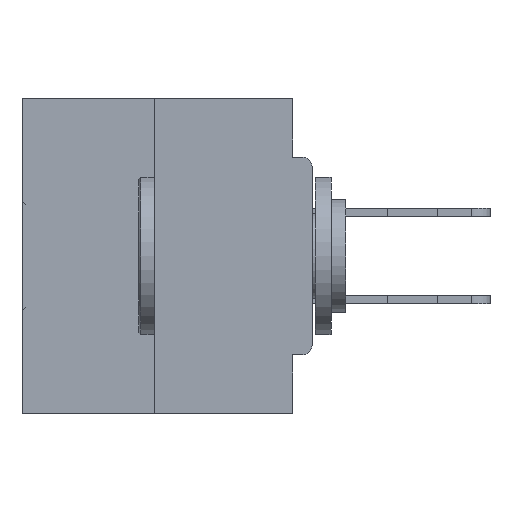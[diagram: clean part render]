
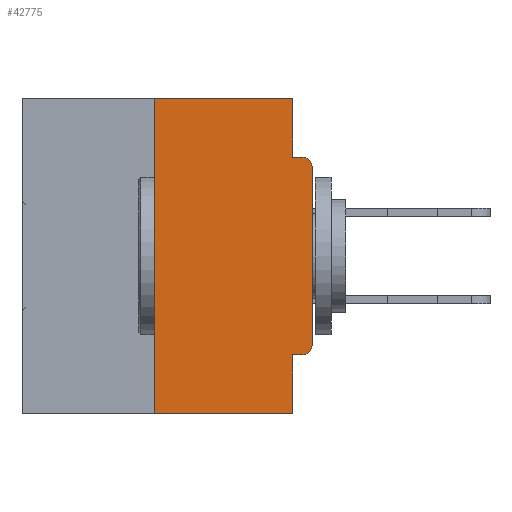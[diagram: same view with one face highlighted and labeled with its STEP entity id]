
A CAD part, left-side view. The second image highlights one B-rep face of the part: STEP entity #42775.
In plain terms, the highlighted planar face has unit normal (-1, 0, 0).
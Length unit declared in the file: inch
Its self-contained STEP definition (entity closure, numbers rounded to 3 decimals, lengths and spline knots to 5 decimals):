
#595 = CIRCLE ( 'NONE', #38933, 0.015 ) ;
#627 = VERTEX_POINT ( 'NONE', #34955 ) ;
#1470 = FACE_OUTER_BOUND ( 'NONE', #22340, .T. ) ;
#1703 = VERTEX_POINT ( 'NONE', #3568 ) ;
#1755 = EDGE_CURVE ( 'NONE', #1703, #39324, #2648, .T. ) ;
#1877 = LINE ( 'NONE', #30007, #19702 ) ;
#2648 = LINE ( 'NONE', #7050, #31760 ) ;
#2992 = DIRECTION ( 'NONE',  ( 0., -1., 0. ) ) ;
#3365 = VERTEX_POINT ( 'NONE', #3866 ) ;
#3410 = VERTEX_POINT ( 'NONE', #10523 ) ;
#3568 = CARTESIAN_POINT ( 'NONE',  ( 0., 0.25, -0.5 ) ) ;
#3792 = DIRECTION ( 'NONE',  ( -1., 0., 0. ) ) ;
#3866 = CARTESIAN_POINT ( 'NONE',  ( 0., 0.031, -0.4065 ) ) ;
#4665 = DIRECTION ( 'NONE',  ( 0., 0., 1. ) ) ;
#4895 = CIRCLE ( 'NONE', #42844, 0.015 ) ;
#6891 = ORIENTED_EDGE ( 'NONE', *, *, #10600, .T. ) ;
#7050 = CARTESIAN_POINT ( 'NONE',  ( 0., 0.46, -0.5 ) ) ;
#10088 = CARTESIAN_POINT ( 'NONE',  ( 0., 0.46, 0. ) ) ;
#10291 = DIRECTION ( 'NONE',  ( 0., 0., -1. ) ) ;
#10523 = CARTESIAN_POINT ( 'NONE',  ( 0., 0.25, 0. ) ) ;
#10600 = EDGE_CURVE ( 'NONE', #32441, #18148, #34942, .T. ) ;
#11180 = VECTOR ( 'NONE', #4665, 39.37008 ) ;
#11375 = DIRECTION ( 'NONE',  ( 0., 0., -1. ) ) ;
#11977 = EDGE_CURVE ( 'NONE', #1703, #3410, #36431, .T. ) ;
#12402 = DIRECTION ( 'NONE',  ( 0., -1., 0. ) ) ;
#13220 = CARTESIAN_POINT ( 'NONE',  ( 0., 0.46, 0. ) ) ;
#13493 = EDGE_CURVE ( 'NONE', #627, #3365, #15031, .T. ) ;
#14836 = CARTESIAN_POINT ( 'NONE',  ( 0., 0.031, -0.5 ) ) ;
#15031 = LINE ( 'NONE', #18284, #29098 ) ;
#15620 = ORIENTED_EDGE ( 'NONE', *, *, #38476, .F. ) ;
#16671 = ORIENTED_EDGE ( 'NONE', *, *, #26269, .T. ) ;
#17748 = DIRECTION ( 'NONE',  ( -1., 0., 0. ) ) ;
#18148 = VERTEX_POINT ( 'NONE', #22746 ) ;
#18284 = CARTESIAN_POINT ( 'NONE',  ( 0., 0., -0.4065 ) ) ;
#18463 = VECTOR ( 'NONE', #44125, 39.37008 ) ;
#18892 = ORIENTED_EDGE ( 'NONE', *, *, #20044, .F. ) ;
#19263 = CARTESIAN_POINT ( 'NONE',  ( 0., 0.031, 0. ) ) ;
#19451 = ORIENTED_EDGE ( 'NONE', *, *, #21147, .T. ) ;
#19702 = VECTOR ( 'NONE', #22881, 39.37008 ) ;
#19997 = ORIENTED_EDGE ( 'NONE', *, *, #11977, .F. ) ;
#20044 = EDGE_CURVE ( 'NONE', #3410, #44181, #25515, .T. ) ;
#21147 = EDGE_CURVE ( 'NONE', #18148, #38783, #595, .T. ) ;
#21768 = CARTESIAN_POINT ( 'NONE',  ( 0., 0., -0.3915 ) ) ;
#22340 = EDGE_LOOP ( 'NONE', ( #18892, #19997, #35690, #15620, #35862, #16671, #6891, #19451, #32508, #41199 ) ) ;
#22371 = VECTOR ( 'NONE', #32708, 39.37008 ) ;
#22746 = CARTESIAN_POINT ( 'NONE',  ( 0., 0., -0.1085 ) ) ;
#22881 = DIRECTION ( 'NONE',  ( 0., 0., -1. ) ) ;
#24015 = CARTESIAN_POINT ( 'NONE',  ( 0., 0.015, -0.3915 ) ) ;
#24638 = DIRECTION ( 'NONE',  ( 0., 1., 0. ) ) ;
#24694 = DIRECTION ( 'NONE',  ( 0., 0., -1. ) ) ;
#24699 = AXIS2_PLACEMENT_3D ( 'NONE', #10088, #40732, #41025 ) ;
#25515 = LINE ( 'NONE', #13220, #18463 ) ;
#26269 = EDGE_CURVE ( 'NONE', #627, #32441, #4895, .T. ) ;
#26460 = CARTESIAN_POINT ( 'NONE',  ( 0., 0.015, -0.0935 ) ) ;
#26465 = CARTESIAN_POINT ( 'NONE',  ( 0., 0.031, -0.0935 ) ) ;
#28054 = LINE ( 'NONE', #14836, #36729 ) ;
#29098 = VECTOR ( 'NONE', #24638, 39.37008 ) ;
#29101 = EDGE_CURVE ( 'NONE', #37879, #38783, #42463, .T. ) ;
#30007 = CARTESIAN_POINT ( 'NONE',  ( 0., 0.031, 0. ) ) ;
#30225 = EDGE_CURVE ( 'NONE', #44181, #37879, #1877, .T. ) ;
#31356 = CARTESIAN_POINT ( 'NONE',  ( 0., 0.031, -0.5 ) ) ;
#31760 = VECTOR ( 'NONE', #12402, 39.37008 ) ;
#32441 = VERTEX_POINT ( 'NONE', #21768 ) ;
#32508 = ORIENTED_EDGE ( 'NONE', *, *, #29101, .F. ) ;
#32708 = DIRECTION ( 'NONE',  ( 0., 0., 1. ) ) ;
#32989 = CARTESIAN_POINT ( 'NONE',  ( 0., 0.25, 0. ) ) ;
#33778 = PLANE ( 'NONE',  #24699 ) ;
#34942 = LINE ( 'NONE', #38896, #11180 ) ;
#34955 = CARTESIAN_POINT ( 'NONE',  ( 0., 0.015, -0.4065 ) ) ;
#35690 = ORIENTED_EDGE ( 'NONE', *, *, #1755, .T. ) ;
#35716 = CARTESIAN_POINT ( 'NONE',  ( 0., 0.015, -0.1085 ) ) ;
#35862 = ORIENTED_EDGE ( 'NONE', *, *, #13493, .F. ) ;
#36431 = LINE ( 'NONE', #32989, #22371 ) ;
#36729 = VECTOR ( 'NONE', #11375, 39.37008 ) ;
#37531 = CARTESIAN_POINT ( 'NONE',  ( 0., 0., -0.0935 ) ) ;
#37879 = VERTEX_POINT ( 'NONE', #26465 ) ;
#38476 = EDGE_CURVE ( 'NONE', #3365, #39324, #28054, .T. ) ;
#38783 = VERTEX_POINT ( 'NONE', #26460 ) ;
#38896 = CARTESIAN_POINT ( 'NONE',  ( 0., 0., 0. ) ) ;
#38933 = AXIS2_PLACEMENT_3D ( 'NONE', #35716, #17748, #24694 ) ;
#39324 = VERTEX_POINT ( 'NONE', #31356 ) ;
#40732 = DIRECTION ( 'NONE',  ( 1., 0., 0. ) ) ;
#40841 = VECTOR ( 'NONE', #2992, 39.37008 ) ;
#41025 = DIRECTION ( 'NONE',  ( 0., 0., -1. ) ) ;
#41199 = ORIENTED_EDGE ( 'NONE', *, *, #30225, .F. ) ;
#42463 = LINE ( 'NONE', #37531, #40841 ) ;
#42775 = ADVANCED_FACE ( 'NONE', ( #1470 ), #33778, .F. ) ;
#42844 = AXIS2_PLACEMENT_3D ( 'NONE', #24015, #3792, #10291 ) ;
#44125 = DIRECTION ( 'NONE',  ( 0., -1., 0. ) ) ;
#44181 = VERTEX_POINT ( 'NONE', #19263 ) ;
